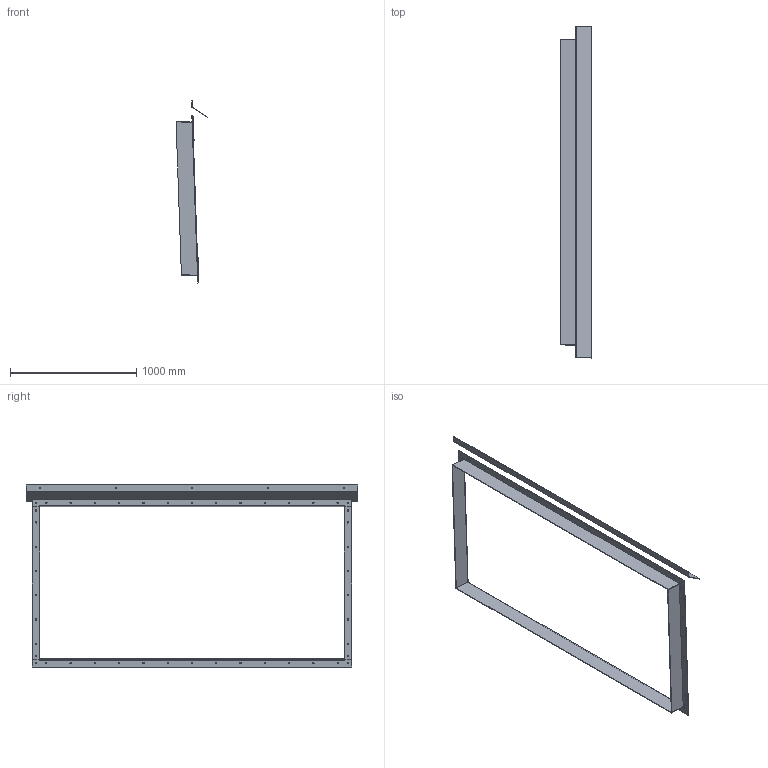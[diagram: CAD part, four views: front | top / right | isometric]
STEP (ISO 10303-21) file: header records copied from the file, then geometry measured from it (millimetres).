
FILE_DESCRIPTION(('CADRE FENETRE STEP Exchange'),'2;1');
FILE_NAME('Cadre Fenetre 5mm.stp','2022-08-03T15:52:32+00:00',('none'),('none'),'SOURCE 3D(IN-10)','STEP AP203','none');
FILE_SCHEMA(('uknown'));
Length unit declared in the file: millimetre
Products named in the file (1): SOLID
Bounding box: 252.52 x 2626 x 1440 mm (x, y, z)
Volume: 8540073.8 mm3; surface area: 3955736 mm2
Topology: 9 solids, 9 shells, 246 faces, 652 edges, 425 vertices
Faces by surface type: cylinder 138, plane 76, cone 32
Entity records: 7267 total; most frequent: ORIENTED_EDGE 1304, CARTESIAN_POINT 1247, DIRECTION 957, EDGE_CURVE 652, AXIS2_PLACEMENT_3D 467, VERTEX_POINT 424, EDGE_LOOP 380, VECTOR 333
